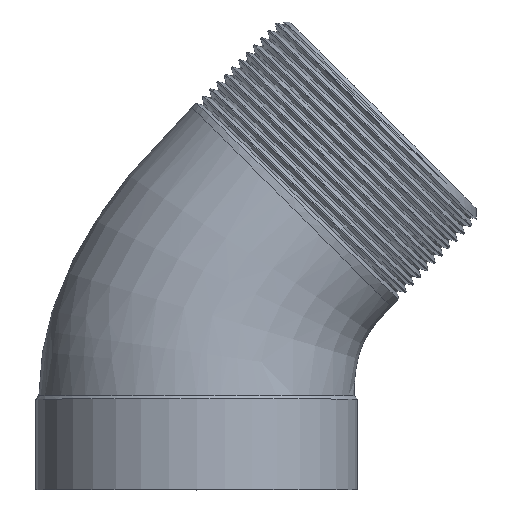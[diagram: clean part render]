
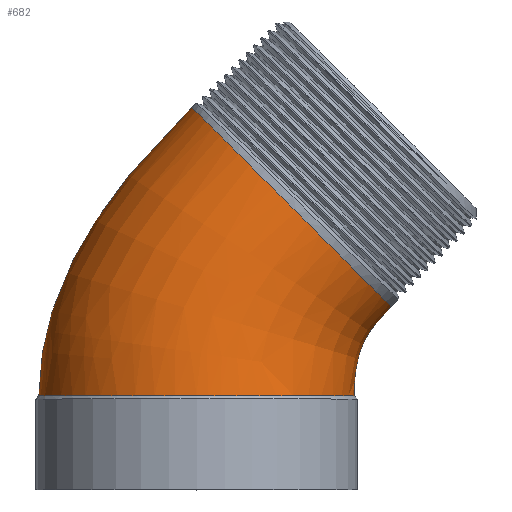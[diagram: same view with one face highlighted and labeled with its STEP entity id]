
A CAD part, top view. The second image highlights one B-rep face of the part: STEP entity #682.
In plain terms, the highlighted free-form (B-spline) face has degree [3, 3] with [19, 4] control points.
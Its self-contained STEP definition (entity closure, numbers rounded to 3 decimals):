
#125=B_SPLINE_CURVE_WITH_KNOTS('',3,(#9673,#9674,#9675,#9676),
 .UNSPECIFIED.,.F.,.F.,(4,4),(0.,1.),.UNSPECIFIED.);
#126=B_SPLINE_CURVE_WITH_KNOTS('',3,(#9679,#9680,#9681,#9682,#9683,#9684,
#9685,#9686,#9687,#9688,#9689),.UNSPECIFIED.,.F.,.F.,(4,1,1,1,1,1,1,1,4),
(0.,0.125,0.25,0.375,0.5,0.625,0.75,0.875,1.),.UNSPECIFIED.);
#127=B_SPLINE_CURVE_WITH_KNOTS('',3,(#9691,#9692,#9693,#9694),
 .UNSPECIFIED.,.F.,.F.,(4,4),(0.,1.),.UNSPECIFIED.);
#128=B_SPLINE_CURVE_WITH_KNOTS('',3,(#9696,#9697,#9698,#9699,#9700,#9701,
#9702),.UNSPECIFIED.,.F.,.F.,(4,1,1,1,4),(0.,0.25,0.5,0.75,1.),
 .UNSPECIFIED.);
#129=B_SPLINE_CURVE_WITH_KNOTS('',3,(#9704,#9705,#9706,#9707,#9708,#9709,
#9710),.UNSPECIFIED.,.F.,.F.,(4,1,1,1,4),(0.,0.25,0.5,0.75,1.),
 .UNSPECIFIED.);
#141=B_SPLINE_SURFACE_WITH_KNOTS('',3,3,((#9597,#9598,#9599,#9600),(#9601,
#9602,#9603,#9604),(#9605,#9606,#9607,#9608),(#9609,#9610,#9611,#9612),
(#9613,#9614,#9615,#9616),(#9617,#9618,#9619,#9620),(#9621,#9622,#9623,
#9624),(#9625,#9626,#9627,#9628),(#9629,#9630,#9631,#9632),(#9633,#9634,
#9635,#9636),(#9637,#9638,#9639,#9640),(#9641,#9642,#9643,#9644),(#9645,
#9646,#9647,#9648),(#9649,#9650,#9651,#9652),(#9653,#9654,#9655,#9656),
(#9657,#9658,#9659,#9660),(#9661,#9662,#9663,#9664),(#9665,#9666,#9667,
#9668),(#9669,#9670,#9671,#9672)),.UNSPECIFIED.,.F.,.F.,.F.,(4,1,1,1,1,
1,1,1,1,1,1,1,1,1,1,1,4),(4,4),(0.5,0.531,0.563,0.594,0.625,0.656,
0.688,0.719,0.75,0.781,0.813,0.844,0.875,0.906,0.938,0.969,
1.),(0.,1.),.UNSPECIFIED.);
#253=ORIENTED_EDGE('',*,*,#473,.F.);
#254=ORIENTED_EDGE('',*,*,#474,.T.);
#255=ORIENTED_EDGE('',*,*,#475,.T.);
#256=ORIENTED_EDGE('',*,*,#476,.F.);
#257=ORIENTED_EDGE('',*,*,#477,.F.);
#473=EDGE_CURVE('',#582,#583,#125,.T.);
#474=EDGE_CURVE('',#582,#584,#126,.F.);
#475=EDGE_CURVE('',#584,#585,#127,.T.);
#476=EDGE_CURVE('',#586,#585,#128,.T.);
#477=EDGE_CURVE('',#583,#586,#129,.T.);
#582=VERTEX_POINT('',#9677);
#583=VERTEX_POINT('',#9678);
#584=VERTEX_POINT('',#9690);
#585=VERTEX_POINT('',#9695);
#586=VERTEX_POINT('',#9703);
#619=EDGE_LOOP('',(#253,#254,#255,#256,#257));
#649=FACE_BOUND('',#619,.T.);
#682=ADVANCED_FACE('',(#649),#141,.T.);
#9597=CARTESIAN_POINT('',(43.487,40.939,0.));
#9598=CARTESIAN_POINT('',(37.595,35.047,0.));
#9599=CARTESIAN_POINT('',(35.25,31.,0.));
#9600=CARTESIAN_POINT('',(35.25,21.,0.));
#9601=CARTESIAN_POINT('',(43.487,40.939,2.062));
#9602=CARTESIAN_POINT('',(37.595,35.047,2.143));
#9603=CARTESIAN_POINT('',(35.25,31.,2.225));
#9604=CARTESIAN_POINT('',(35.25,21.,2.307));
#9605=CARTESIAN_POINT('',(43.2,41.226,6.185));
#9606=CARTESIAN_POINT('',(37.273,35.308,6.43));
#9607=CARTESIAN_POINT('',(34.784,31.136,6.676));
#9608=CARTESIAN_POINT('',(34.796,21.,6.921));
#9609=CARTESIAN_POINT('',(41.924,42.502,12.132));
#9610=CARTESIAN_POINT('',(35.839,36.447,12.614));
#9611=CARTESIAN_POINT('',(32.734,31.727,13.095));
#9612=CARTESIAN_POINT('',(32.777,21.,13.577));
#9613=CARTESIAN_POINT('',(39.853,44.574,17.613));
#9614=CARTESIAN_POINT('',(33.502,38.274,18.312));
#9615=CARTESIAN_POINT('',(29.427,32.674,19.011));
#9616=CARTESIAN_POINT('',(29.498,21.,19.71));
#9617=CARTESIAN_POINT('',(37.065,47.362,22.418));
#9618=CARTESIAN_POINT('',(30.351,40.71,23.307));
#9619=CARTESIAN_POINT('',(24.999,33.936,24.197));
#9620=CARTESIAN_POINT('',(25.086,21.,25.086));
#9621=CARTESIAN_POINT('',(33.668,50.759,26.36));
#9622=CARTESIAN_POINT('',(26.504,43.657,27.406));
#9623=CARTESIAN_POINT('',(19.623,35.46,28.452));
#9624=CARTESIAN_POINT('',(19.71,21.,29.498));
#9625=CARTESIAN_POINT('',(29.792,54.634,29.29));
#9626=CARTESIAN_POINT('',(22.11,47.002,30.452));
#9627=CARTESIAN_POINT('',(13.507,37.19,31.614));
#9628=CARTESIAN_POINT('',(13.577,21.,32.777));
#9629=CARTESIAN_POINT('',(25.587,58.84,31.094));
#9630=CARTESIAN_POINT('',(17.338,50.619,32.328));
#9631=CARTESIAN_POINT('',(6.883,39.059,33.562));
#9632=CARTESIAN_POINT('',(6.921,21.,34.796));
#9633=CARTESIAN_POINT('',(21.213,63.213,31.703));
#9634=CARTESIAN_POINT('',(12.374,54.374,32.961));
#9635=CARTESIAN_POINT('',(0.,41.,34.219));
#9636=CARTESIAN_POINT('',(0.,21.,35.477));
#9637=CARTESIAN_POINT('',(16.84,67.587,31.094));
#9638=CARTESIAN_POINT('',(7.41,58.13,32.328));
#9639=CARTESIAN_POINT('',(-6.883,42.941,33.562));
#9640=CARTESIAN_POINT('',(-6.921,21.,34.796));
#9641=CARTESIAN_POINT('',(12.634,71.792,29.29));
#9642=CARTESIAN_POINT('',(2.639,61.747,30.452));
#9643=CARTESIAN_POINT('',(-13.507,44.81,31.614));
#9644=CARTESIAN_POINT('',(-13.577,21.,32.777));
#9645=CARTESIAN_POINT('',(8.759,75.668,26.36));
#9646=CARTESIAN_POINT('',(-1.755,65.091,27.406));
#9647=CARTESIAN_POINT('',(-19.623,46.54,28.452));
#9648=CARTESIAN_POINT('',(-19.71,21.,29.498));
#9649=CARTESIAN_POINT('',(5.362,79.065,22.418));
#9650=CARTESIAN_POINT('',(-5.602,68.038,23.307));
#9651=CARTESIAN_POINT('',(-24.999,48.064,24.197));
#9652=CARTESIAN_POINT('',(-25.086,21.,25.086));
#9653=CARTESIAN_POINT('',(2.574,81.853,17.613));
#9654=CARTESIAN_POINT('',(-8.753,70.474,18.312));
#9655=CARTESIAN_POINT('',(-29.427,49.326,19.011));
#9656=CARTESIAN_POINT('',(-29.498,21.,19.71));
#9657=CARTESIAN_POINT('',(0.502,83.924,12.132));
#9658=CARTESIAN_POINT('',(-11.09,72.301,12.614));
#9659=CARTESIAN_POINT('',(-32.734,50.273,13.095));
#9660=CARTESIAN_POINT('',(-32.777,21.,13.577));
#9661=CARTESIAN_POINT('',(-0.774,85.2,6.185));
#9662=CARTESIAN_POINT('',(-12.524,73.441,6.43));
#9663=CARTESIAN_POINT('',(-34.784,50.864,6.676));
#9664=CARTESIAN_POINT('',(-34.796,21.,6.921));
#9665=CARTESIAN_POINT('',(-1.061,85.487,2.062));
#9666=CARTESIAN_POINT('',(-12.846,73.702,2.143));
#9667=CARTESIAN_POINT('',(-35.25,51.,2.225));
#9668=CARTESIAN_POINT('',(-35.25,21.,2.307));
#9669=CARTESIAN_POINT('',(-1.061,85.487,0.));
#9670=CARTESIAN_POINT('',(-12.846,73.702,0.));
#9671=CARTESIAN_POINT('',(-35.25,51.,0.));
#9672=CARTESIAN_POINT('',(-35.25,21.,0.));
#9673=CARTESIAN_POINT('',(43.487,40.939,0.));
#9674=CARTESIAN_POINT('',(37.595,35.047,0.));
#9675=CARTESIAN_POINT('',(35.25,31.,0.));
#9676=CARTESIAN_POINT('',(35.25,21.,0.));
#9677=CARTESIAN_POINT('',(43.487,40.939,0.));
#9678=CARTESIAN_POINT('',(35.25,21.,0.));
#9679=CARTESIAN_POINT('',(-1.061,85.487,0.));
#9680=CARTESIAN_POINT('',(-1.061,85.487,4.123));
#9681=CARTESIAN_POINT('',(0.099,84.327,12.368));
#9682=CARTESIAN_POINT('',(5.053,79.373,22.854));
#9683=CARTESIAN_POINT('',(12.467,71.959,29.86));
#9684=CARTESIAN_POINT('',(21.213,63.213,32.32));
#9685=CARTESIAN_POINT('',(29.959,54.467,29.86));
#9686=CARTESIAN_POINT('',(37.373,47.053,22.854));
#9687=CARTESIAN_POINT('',(42.327,42.099,12.368));
#9688=CARTESIAN_POINT('',(43.487,40.939,4.123));
#9689=CARTESIAN_POINT('',(43.487,40.939,0.));
#9690=CARTESIAN_POINT('',(-1.061,85.487,0.));
#9691=CARTESIAN_POINT('',(-1.061,85.487,0.));
#9692=CARTESIAN_POINT('',(-12.846,73.702,0.));
#9693=CARTESIAN_POINT('',(-35.25,51.,0.));
#9694=CARTESIAN_POINT('',(-35.25,21.,0.));
#9695=CARTESIAN_POINT('',(-35.25,21.,0.));
#9696=CARTESIAN_POINT('',(0.,21.,35.25));
#9697=CARTESIAN_POINT('',(-4.614,21.,35.25));
#9698=CARTESIAN_POINT('',(-13.841,21.,33.415));
#9699=CARTESIAN_POINT('',(-25.575,21.,25.575));
#9700=CARTESIAN_POINT('',(-33.415,21.,13.841));
#9701=CARTESIAN_POINT('',(-35.25,21.,4.614));
#9702=CARTESIAN_POINT('',(-35.25,21.,0.));
#9703=CARTESIAN_POINT('',(0.,21.,35.25));
#9704=CARTESIAN_POINT('',(35.25,21.,0.));
#9705=CARTESIAN_POINT('',(35.25,21.,4.614));
#9706=CARTESIAN_POINT('',(33.415,21.,13.84));
#9707=CARTESIAN_POINT('',(25.575,21.,25.575));
#9708=CARTESIAN_POINT('',(13.84,21.,33.415));
#9709=CARTESIAN_POINT('',(4.614,21.,35.25));
#9710=CARTESIAN_POINT('',(0.,21.,35.25));
